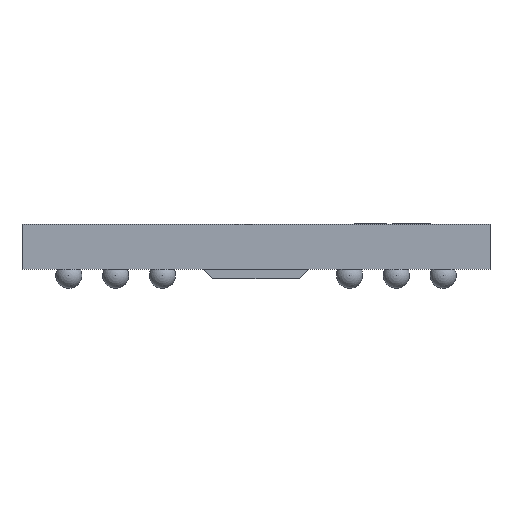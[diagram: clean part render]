
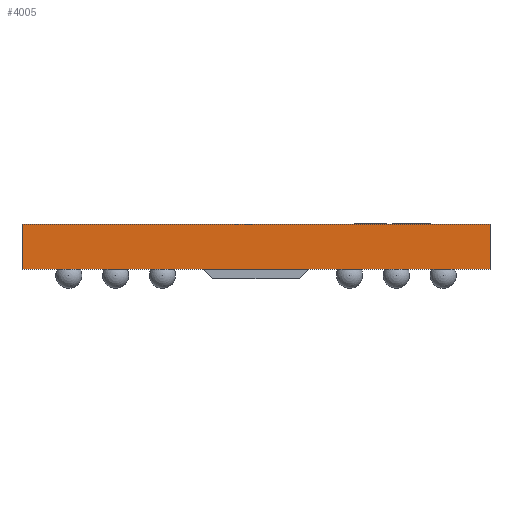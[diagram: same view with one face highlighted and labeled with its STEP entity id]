
A CAD part, front view. The second image highlights one B-rep face of the part: STEP entity #4005.
In plain terms, the highlighted planar face has unit normal (0, -1, 0).
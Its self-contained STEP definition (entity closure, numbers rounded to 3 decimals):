
#1464 = CARTESIAN_POINT ( 'NONE',  ( -4., -6.5, 0.775 ) ) ;
#1682 = CARTESIAN_POINT ( 'NONE',  ( 4., -6.5, 0. ) ) ;
#1903 = AXIS2_PLACEMENT_3D ( 'NONE', #24672, #16507, #6696 ) ;
#4005 = ADVANCED_FACE ( 'NONE', ( #10518 ), #14292, .F. ) ;
#4789 = ORIENTED_EDGE ( 'NONE', *, *, #23933, .F. ) ;
#6143 = ORIENTED_EDGE ( 'NONE', *, *, #12266, .T. ) ;
#6696 = DIRECTION ( 'NONE',  ( 0., 0., 1. ) ) ;
#6704 = VERTEX_POINT ( 'NONE', #1682 ) ;
#7005 = VECTOR ( 'NONE', #17081, 1000. ) ;
#7255 = CARTESIAN_POINT ( 'NONE',  ( -4., -6.5, 0.775 ) ) ;
#8309 = EDGE_CURVE ( 'NONE', #20520, #6704, #16895, .T. ) ;
#10408 = VECTOR ( 'NONE', #12994, 1000. ) ;
#10518 = FACE_OUTER_BOUND ( 'NONE', #11200, .T. ) ;
#11157 = CARTESIAN_POINT ( 'NONE',  ( -4., -6.5, 0. ) ) ;
#11200 = EDGE_LOOP ( 'NONE', ( #6143, #23259, #4789, #18551 ) ) ;
#12266 = EDGE_CURVE ( 'NONE', #19564, #6704, #15007, .T. ) ;
#12412 = VECTOR ( 'NONE', #23064, 1000. ) ;
#12964 = VECTOR ( 'NONE', #25694, 1000. ) ;
#12994 = DIRECTION ( 'NONE',  ( 1., 0., 0. ) ) ;
#13569 = CARTESIAN_POINT ( 'NONE',  ( 4., -6.5, 0.775 ) ) ;
#14241 = EDGE_CURVE ( 'NONE', #22583, #19564, #25816, .T. ) ;
#14292 = PLANE ( 'NONE',  #1903 ) ;
#14924 = CARTESIAN_POINT ( 'NONE',  ( 4., -6.5, 0.775 ) ) ;
#15007 = LINE ( 'NONE', #23019, #10408 ) ;
#16507 = DIRECTION ( 'NONE',  ( 0., 1., 0. ) ) ;
#16895 = LINE ( 'NONE', #14924, #12412 ) ;
#17081 = DIRECTION ( 'NONE',  ( 1., 0., 0. ) ) ;
#17375 = CARTESIAN_POINT ( 'NONE',  ( -4., -6.5, 0.775 ) ) ;
#18551 = ORIENTED_EDGE ( 'NONE', *, *, #14241, .T. ) ;
#19564 = VERTEX_POINT ( 'NONE', #11157 ) ;
#20520 = VERTEX_POINT ( 'NONE', #13569 ) ;
#21274 = LINE ( 'NONE', #7255, #7005 ) ;
#22583 = VERTEX_POINT ( 'NONE', #1464 ) ;
#23019 = CARTESIAN_POINT ( 'NONE',  ( -4., -6.5, 0. ) ) ;
#23064 = DIRECTION ( 'NONE',  ( 0., 0., -1. ) ) ;
#23259 = ORIENTED_EDGE ( 'NONE', *, *, #8309, .F. ) ;
#23933 = EDGE_CURVE ( 'NONE', #22583, #20520, #21274, .T. ) ;
#24672 = CARTESIAN_POINT ( 'NONE',  ( -4., -6.5, 0.775 ) ) ;
#25694 = DIRECTION ( 'NONE',  ( 0., 0., -1. ) ) ;
#25816 = LINE ( 'NONE', #17375, #12964 ) ;
